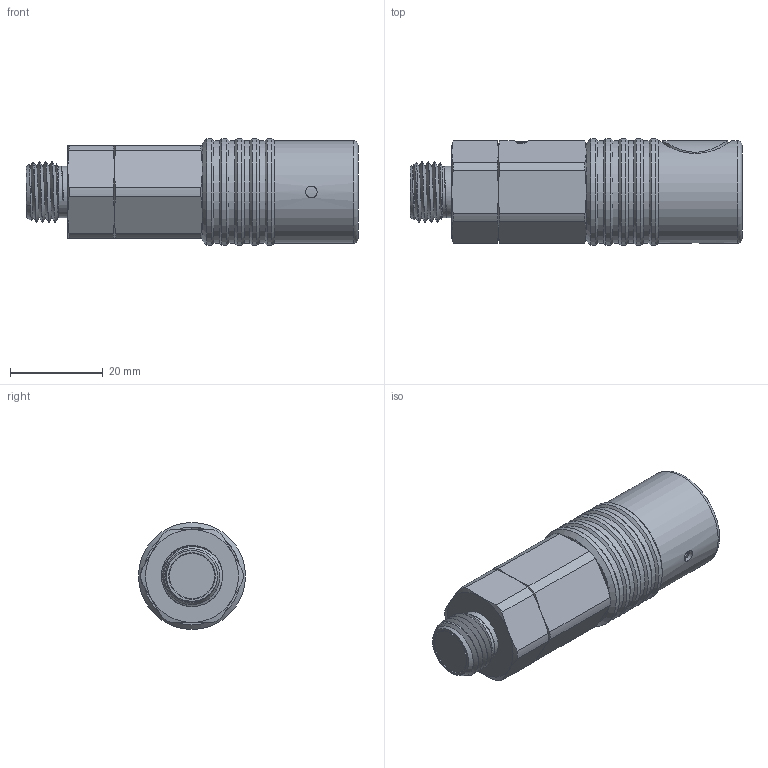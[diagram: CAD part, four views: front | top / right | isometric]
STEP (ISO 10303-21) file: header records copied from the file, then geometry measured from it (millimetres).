
FILE_DESCRIPTION(/* description */ (''),/* implementation_level */ '2;1');
FILE_NAME(/* name */ '18KPAW13APX.stp',/* time_stamp */ '2020-02-20T11:03:24+01:00',/* author */ ('IA176480'),/* organization */ (''),/* preprocessor_version */ 'ST-DEVELOPER v17',/* originating_system */ 'Autodesk Inventor 2019',/* authorisation */ '');
FILE_SCHEMA (('CONFIG_CONTROL_DESIGN'));
Length unit declared in the file: millimetre
Products named in the file (1): 18KPAW13APX
Bounding box: 71.4 x 23 x 23 mm (x, y, z)
Volume: 30679 mm3; surface area: 19749.6 mm2
Topology: 27 solids, 27 shells, 303 faces, 794 edges, 532 vertices
Faces by surface type: cylinder 105, plane 96, cone 65, sphere 14, bspline 12, torus 11
Full cylindrical faces by diameter (mm): 2.5 x1, 3.5 x1, 4 x11, 5.5 x1, 6.8 x1, 7 x1, 8.5 x1, 8.7 x2, 9 x1, 9.729 x1, 10.1 x1, 10.4 x1, 10.5 x1, 11 x5, 11.1 x2, 12 x1, 12.9 x1, 13.15 x2, 13.2 x1, 13.95 x1, 14.05 x1, 14.3 x1, 15.8 x1, 16 x1, 17.015 x1, 18.2 x1, 18.5 x2, 18.6 x1, 18.75 x6, 20 x1
Entity records: 20477 total; most frequent: CARTESIAN_POINT 13190, ORIENTED_EDGE 1528, DIRECTION 1503, EDGE_CURVE 764, AXIS2_PLACEMENT_3D 636, VERTEX_POINT 532, CIRCLE 340, EDGE_LOOP 338
